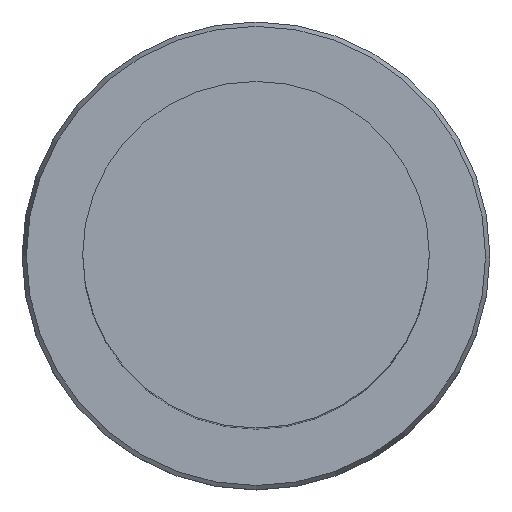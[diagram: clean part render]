
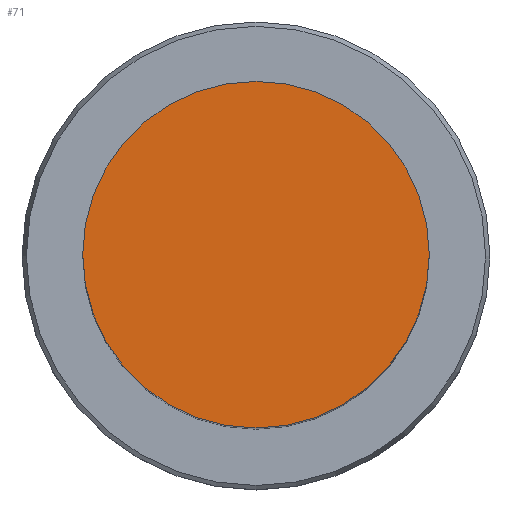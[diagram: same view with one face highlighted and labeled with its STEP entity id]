
A CAD part, top view. The second image highlights one B-rep face of the part: STEP entity #71.
In plain terms, the highlighted planar face has unit normal (0, 0, 1).
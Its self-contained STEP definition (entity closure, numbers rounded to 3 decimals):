
#52=EDGE_CURVE('Unnamed[1]',#115,#115,#116,.T.);
#71=ADVANCED_FACE('Unnamed[1]',(#145),#146,.T.);
#115=VERTEX_POINT('',#189);
#116=CIRCLE('',#190,20.);
#145=FACE_OUTER_BOUND('',#226,.T.);
#146=PLANE('',#227);
#189=CARTESIAN_POINT('',(0.,20.,153.5));
#190=AXIS2_PLACEMENT_3D('',#262,#263,#264);
#226=EDGE_LOOP('',(#296));
#227=AXIS2_PLACEMENT_3D('',#297,#298,#299);
#262=CARTESIAN_POINT('',(0.,0.,153.5));
#263=DIRECTION('',(0.,0.,-1.0));
#264=DIRECTION('',(0.,1.0,0.));
#296=ORIENTED_EDGE('',*,*,#52,.F.);
#297=CARTESIAN_POINT('',(0.,10.,153.5));
#298=DIRECTION('',(0.,0.,1.0));
#299=DIRECTION('',(0.,-1.0,0.));
